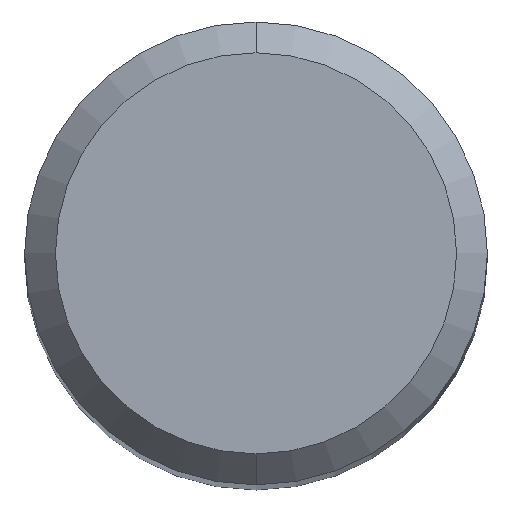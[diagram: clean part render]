
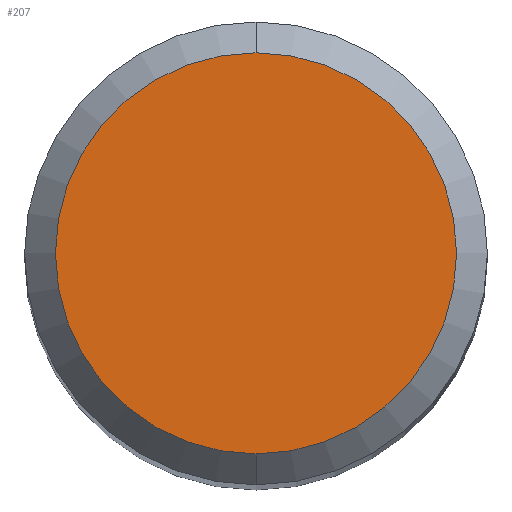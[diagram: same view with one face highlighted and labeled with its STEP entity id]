
A CAD part, top view. The second image highlights one B-rep face of the part: STEP entity #207.
In plain terms, the highlighted planar face has unit normal (0, 0, 1).
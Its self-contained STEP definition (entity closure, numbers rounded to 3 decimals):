
#183=VERTEX_POINT('',#498);
#207=ADVANCED_FACE('',(#529),#530,.T.);
#263=EDGE_CURVE('',#183,#319,#591,.T.);
#319=VERTEX_POINT('',#654);
#345=EDGE_CURVE('',#319,#183,#682,.T.);
#498=CARTESIAN_POINT('',(0.0,2.6,0.0));
#529=FACE_OUTER_BOUND('',#881,.T.);
#530=PLANE('',#882);
#591=CIRCLE('',#978,2.6);
#654=CARTESIAN_POINT('',(0.,-2.6,0.0));
#682=CIRCLE('',#1233,2.6);
#881=EDGE_LOOP('',(#1534,#1535));
#882=AXIS2_PLACEMENT_3D('',#1536,#1537,#1538);
#978=AXIS2_PLACEMENT_3D('',#1604,#1605,#1606);
#1233=AXIS2_PLACEMENT_3D('',#1702,#1703,#1704);
#1534=ORIENTED_EDGE('',*,*,#263,.F.);
#1535=ORIENTED_EDGE('',*,*,#345,.F.);
#1536=CARTESIAN_POINT('',(0.0,1.3,0.0));
#1537=DIRECTION('',(-0.0,0.0,1.0));
#1538=DIRECTION('',(0.0,-1.0,0.0));
#1604=CARTESIAN_POINT('',(0.0,0.0,0.0));
#1605=DIRECTION('',(0.0,0.0,-1.0));
#1606=DIRECTION('',(0.0,1.0,0.0));
#1702=CARTESIAN_POINT('',(0.0,0.0,0.0));
#1703=DIRECTION('',(0.0,0.0,-1.0));
#1704=DIRECTION('',(0.0,1.0,0.0));
